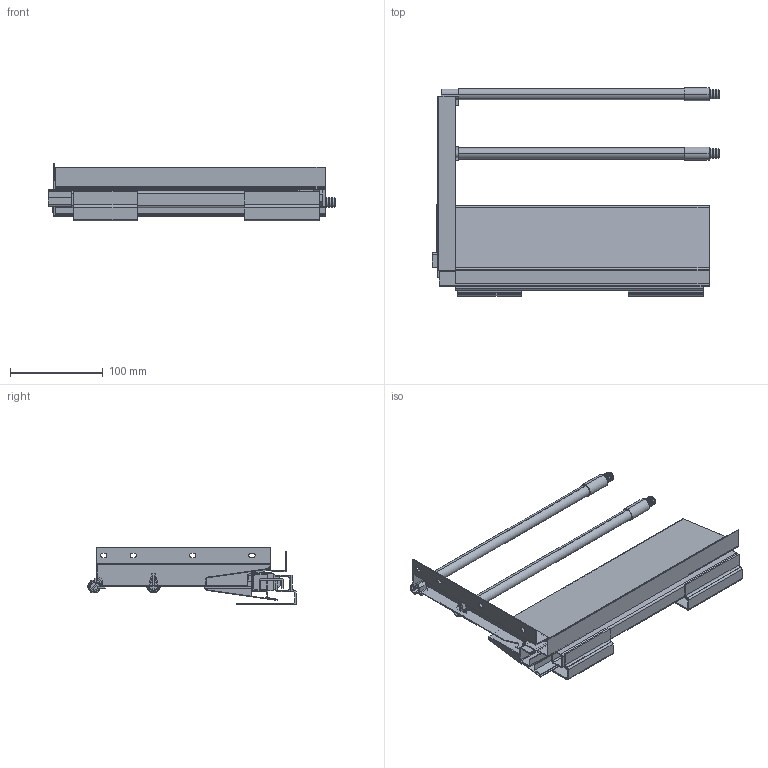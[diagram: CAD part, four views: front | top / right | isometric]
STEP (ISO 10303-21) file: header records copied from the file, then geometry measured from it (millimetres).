
FILE_DESCRIPTION (( 'STEP AP214' ), '1' );
FILE_NAME ('F000497,F000503-CLOSED_RIGHT_3D.step', '2022-10-10T14:54:24', ( '' ), ( '' ), 'SwSTEP 2.0', 'SolidWorks 2020', '' );
FILE_SCHEMA (( 'AUTOMOTIVE_DESIGN' ));
Length unit declared in the file: millimetre
Products named in the file (13): NX40-drzak zad-H204-PRAVY; NX40-300-RELING KULATY VNITRNI PRAVY; NX40-300-VNEJSI PRAVY; NX40-300-VNITRNI PRAVY; NX40-300-RELING KULATY VNEJSI PRAVY; NX40-300-STREDNI; F000497,F000503-CLOSED_RIGHT_3D; NX40-Reling-ROUND-300-BEZ DRZAKU; NX40-Koncovka KULATEHO relingu vnejsi-PRAVA; NX40-Koncovka KULATEHO relingu vnitrni-PRAVA; NX40-BOCNICE-SESTAVA-H204-2xKULATY RELING-300-PRAVA; NX40-300-CLOSED_RIGHT_3D; Riex NX40 Bocnice-300-H86-PRAVA
Assembly tree (13 placements, depth 4):
  F000497,F000503-CLOSED_RIGHT_3D
    NX40-300-CLOSED_RIGHT_3D
      NX40-300-VNEJSI PRAVY
      NX40-300-STREDNI
      NX40-300-VNITRNI PRAVY
    NX40-BOCNICE-SESTAVA-H204-2xKULATY RELING-300-PRAVA
      Riex NX40 Bocnice-300-H86-PRAVA
      NX40-drzak zad-H204-PRAVY
      NX40-300-RELING KULATY VNITRNI PRAVY
        NX40-Reling-ROUND-300-BEZ DRZAKU
        NX40-Koncovka KULATEHO relingu vnitrni-PRAVA
      NX40-300-RELING KULATY VNEJSI PRAVY
        NX40-Reling-ROUND-300-BEZ DRZAKU
        NX40-Koncovka KULATEHO relingu vnejsi-PRAVA
Bounding box: 310 x 225 x 62.5 mm (x, y, z)
Volume: 189969.3 mm3; surface area: 355739.1 mm2
Topology: 20 solids, 22 shells, 449 faces, 1134 edges, 742 vertices
Faces by surface type: plane 254, cylinder 135, cone 60
Entity records: 13197 total; most frequent: DIRECTION 2235, CARTESIAN_POINT 2187, ORIENTED_EDGE 2124, EDGE_CURVE 1062, VECTOR 751, LINE 751, AXIS2_PLACEMENT_3D 742, VERTEX_POINT 694
